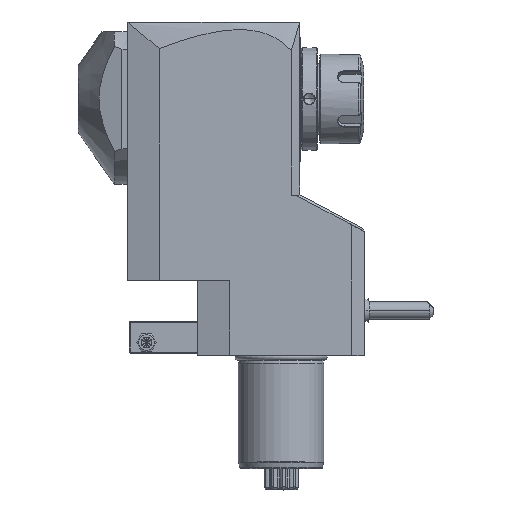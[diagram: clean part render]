
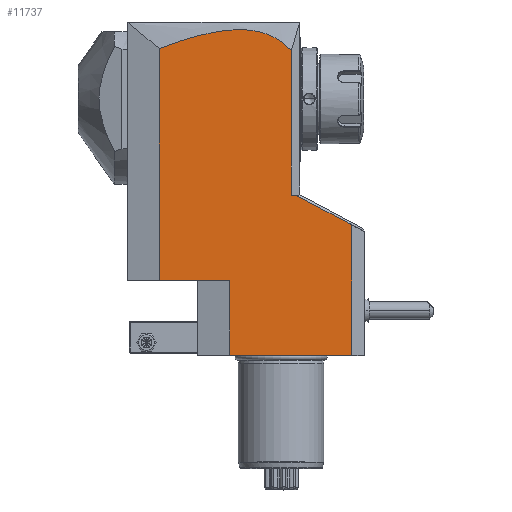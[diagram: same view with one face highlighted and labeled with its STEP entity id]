
A CAD part, top view. The second image highlights one B-rep face of the part: STEP entity #11737.
In plain terms, the highlighted planar face has unit normal (0, 0, 1).
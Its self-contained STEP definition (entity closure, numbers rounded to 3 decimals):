
#17=DIRECTION('',(-1.,0.,0.));
#18=VECTOR('',#17,57.);
#19=CARTESIAN_POINT('',(33.,0.,37.5));
#20=LINE('',#19,#18);
#199=DIRECTION('',(0.,-1.,0.));
#200=VECTOR('',#199,108.515);
#201=CARTESIAN_POINT('',(-57.,143.515,37.5));
#202=LINE('',#201,#200);
#222=CARTESIAN_POINT('',(4.8,142.483,37.5));
#223=CARTESIAN_POINT('',(4.566,142.74,37.5));
#224=CARTESIAN_POINT('',(4.094,143.241,37.5));
#225=CARTESIAN_POINT('',(3.38,143.953,37.5));
#226=CARTESIAN_POINT('',(2.658,144.627,37.5));
#227=CARTESIAN_POINT('',(1.928,145.267,37.5));
#228=CARTESIAN_POINT('',(1.188,145.873,37.5));
#229=CARTESIAN_POINT('',(0.437,146.449,37.5));
#230=CARTESIAN_POINT('',(-0.325,146.995,37.5));
#231=CARTESIAN_POINT('',(-1.1,147.513,37.5));
#232=CARTESIAN_POINT('',(-1.89,148.003,37.5));
#233=CARTESIAN_POINT('',(-2.695,148.467,37.5));
#234=CARTESIAN_POINT('',(-3.518,148.906,37.5));
#235=CARTESIAN_POINT('',(-4.359,149.32,37.5));
#236=CARTESIAN_POINT('',(-5.221,149.709,37.5));
#237=CARTESIAN_POINT('',(-6.105,150.075,37.5));
#238=CARTESIAN_POINT('',(-7.014,150.416,37.5));
#239=CARTESIAN_POINT('',(-7.949,150.733,37.5));
#240=CARTESIAN_POINT('',(-8.913,151.026,37.5));
#241=CARTESIAN_POINT('',(-9.909,151.294,37.5));
#242=CARTESIAN_POINT('',(-10.94,151.537,37.5));
#243=CARTESIAN_POINT('',(-12.007,151.754,37.5));
#244=CARTESIAN_POINT('',(-13.116,151.943,37.5));
#245=CARTESIAN_POINT('',(-14.27,152.104,37.5));
#246=CARTESIAN_POINT('',(-15.472,152.234,37.5));
#247=CARTESIAN_POINT('',(-16.726,152.333,37.5));
#248=CARTESIAN_POINT('',(-18.037,152.397,37.5));
#249=CARTESIAN_POINT('',(-19.411,152.425,37.5));
#250=CARTESIAN_POINT('',(-20.854,152.412,37.5));
#251=CARTESIAN_POINT('',(-22.371,152.357,37.5));
#252=CARTESIAN_POINT('',(-23.971,152.254,37.5));
#253=CARTESIAN_POINT('',(-25.662,152.1,37.5));
#254=CARTESIAN_POINT('',(-27.451,151.889,37.5));
#255=CARTESIAN_POINT('',(-29.348,151.615,37.5));
#256=CARTESIAN_POINT('',(-31.369,151.271,37.5));
#257=CARTESIAN_POINT('',(-33.529,150.848,37.5));
#258=CARTESIAN_POINT('',(-35.843,150.336,37.5));
#259=CARTESIAN_POINT('',(-38.323,149.726,37.5));
#260=CARTESIAN_POINT('',(-40.979,149.008,37.5));
#261=CARTESIAN_POINT('',(-43.822,148.17,37.5));
#262=CARTESIAN_POINT('',(-46.846,147.209,37.5));
#263=CARTESIAN_POINT('',(-50.048,146.119,37.5));
#264=CARTESIAN_POINT('',(-53.425,144.896,37.5));
#265=CARTESIAN_POINT('',(-55.789,143.991,37.5));
#266=CARTESIAN_POINT('',(-57.,143.515,37.5));
#268=DIRECTION('',(0.,-1.,0.));
#269=VECTOR('',#268,67.483);
#270=CARTESIAN_POINT('',(4.8,142.483,37.5));
#271=LINE('',#270,#269);
#272=DIRECTION('',(-0.883,0.469,0.));
#273=VECTOR('',#272,29.519);
#274=CARTESIAN_POINT('',(32.842,61.142,37.5));
#275=LINE('',#274,#273);
#276=DIRECTION('',(-0.883,0.469,0.));
#277=VECTOR('',#276,0.179);
#278=CARTESIAN_POINT('',(33.,61.058,37.5));
#279=LINE('',#278,#277);
#296=DIRECTION('',(1.,0.,0.));
#297=VECTOR('',#296,33.);
#298=CARTESIAN_POINT('',(-57.,35.,37.5));
#299=LINE('',#298,#297);
#300=DIRECTION('',(0.,-1.,0.));
#301=VECTOR('',#300,35.);
#302=CARTESIAN_POINT('',(-24.,35.,37.5));
#303=LINE('',#302,#301);
#2613=DIRECTION('',(1.,0.,0.));
#2614=VECTOR('',#2613,1.978);
#2615=CARTESIAN_POINT('',(4.8,75.,37.5));
#2616=LINE('',#2615,#2614);
#2669=DIRECTION('',(0.,1.,0.));
#2670=VECTOR('',#2669,61.058);
#2671=CARTESIAN_POINT('',(33.,0.,37.5));
#2672=LINE('',#2671,#2670);
#10881=CARTESIAN_POINT('',(6.778,75.,37.5));
#10883=VERTEX_POINT('',#10881);
#10907=CARTESIAN_POINT('',(-24.,35.,37.5));
#10908=VERTEX_POINT('',#10907);
#10933=VERTEX_POINT('',#222);
#10934=VERTEX_POINT('',#266);
#10959=CARTESIAN_POINT('',(4.8,75.,37.5));
#10960=VERTEX_POINT('',#10959);
#11298=CARTESIAN_POINT('',(-57.,35.,37.5));
#11300=VERTEX_POINT('',#11298);
#11307=CARTESIAN_POINT('',(33.,61.058,37.5));
#11309=VERTEX_POINT('',#11307);
#11322=CARTESIAN_POINT('',(33.,0.,37.5));
#11323=VERTEX_POINT('',#11322);
#11324=CARTESIAN_POINT('',(-24.,0.,37.5));
#11325=VERTEX_POINT('',#11324);
#11451=CARTESIAN_POINT('',(32.842,61.142,37.5));
#11453=VERTEX_POINT('',#11451);
#11712=CARTESIAN_POINT('',(-39.202,35.,37.5));
#11713=DIRECTION('',(0.,0.,1.));
#11714=DIRECTION('',(1.,0.,0.));
#11715=AXIS2_PLACEMENT_3D('',#11712,#11713,#11714);
#11716=PLANE('',#11715);
#11718=ORIENTED_EDGE('',*,*,#11717,.F.);
#11719=ORIENTED_EDGE('',*,*,#11698,.F.);
#11721=ORIENTED_EDGE('',*,*,#11720,.F.);
#11723=ORIENTED_EDGE('',*,*,#11722,.T.);
#11725=ORIENTED_EDGE('',*,*,#11724,.T.);
#11727=ORIENTED_EDGE('',*,*,#11726,.F.);
#11729=ORIENTED_EDGE('',*,*,#11728,.F.);
#11731=ORIENTED_EDGE('',*,*,#11730,.F.);
#11732=ORIENTED_EDGE('',*,*,#11575,.T.);
#11734=ORIENTED_EDGE('',*,*,#11733,.F.);
#11735=EDGE_LOOP('',(#11718,#11719,#11721,#11723,#11725,#11727,#11729,#11731,
#11732,#11734));
#11736=FACE_OUTER_BOUND('',#11735,.F.);
#267=B_SPLINE_CURVE_WITH_KNOTS('',3,(#222,#223,#224,#225,#226,#227,#228,#229,
#230,#231,#232,#233,#234,#235,#236,#237,#238,#239,#240,#241,#242,#243,#244,#245,
#246,#247,#248,#249,#250,#251,#252,#253,#254,#255,#256,#257,#258,#259,#260,#261,
#262,#263,#264,#265,#266),.UNSPECIFIED.,.F.,.F.,(4,1,1,1,1,1,1,1,1,1,1,1,1,1,1,
1,1,1,1,1,1,1,1,1,1,1,1,1,1,1,1,1,1,1,1,1,1,1,1,1,1,1,4),(0.,
0.024,0.048,0.071,0.095,
0.119,0.143,0.167,0.19,
0.214,0.238,0.262,0.286,
0.31,0.333,0.357,0.381,
0.405,0.429,0.452,0.476,0.5,
0.524,0.548,0.571,0.595,
0.619,0.643,0.667,0.69,
0.714,0.738,0.762,0.786,
0.81,0.833,0.857,0.881,
0.905,0.929,0.952,0.976,1.),
.UNSPECIFIED.);
#11575=EDGE_CURVE('',#11323,#11325,#20,.T.);
#11698=EDGE_CURVE('',#10934,#11300,#202,.T.);
#11717=EDGE_CURVE('',#11300,#10908,#299,.T.);
#11720=EDGE_CURVE('',#10933,#10934,#267,.T.);
#11722=EDGE_CURVE('',#10933,#10960,#271,.T.);
#11724=EDGE_CURVE('',#10960,#10883,#2616,.T.);
#11726=EDGE_CURVE('',#11453,#10883,#275,.T.);
#11728=EDGE_CURVE('',#11309,#11453,#279,.T.);
#11730=EDGE_CURVE('',#11323,#11309,#2672,.T.);
#11733=EDGE_CURVE('',#10908,#11325,#303,.T.);
#11737=ADVANCED_FACE('',(#11736),#11716,.T.);
